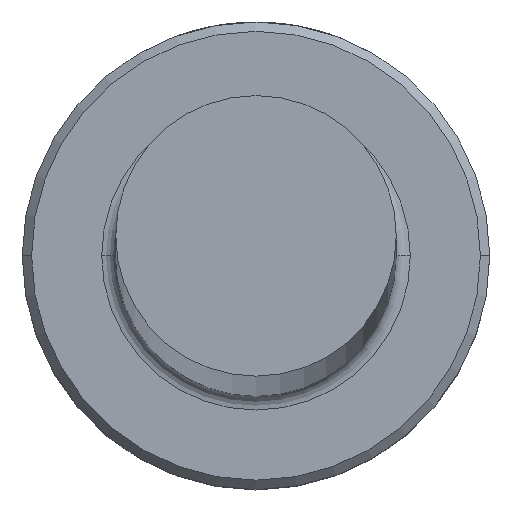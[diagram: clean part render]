
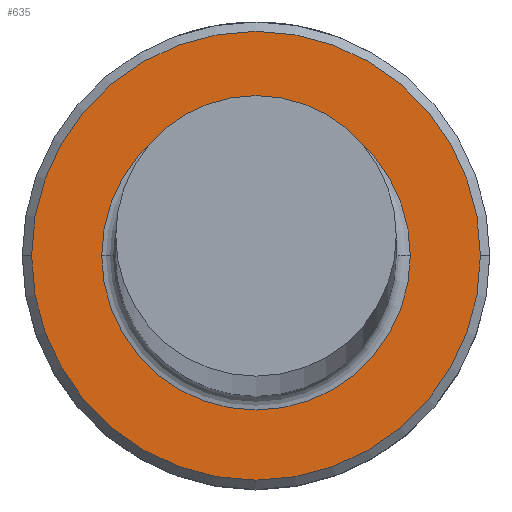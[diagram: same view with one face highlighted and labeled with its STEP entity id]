
A CAD part, top view. The second image highlights one B-rep face of the part: STEP entity #635.
In plain terms, the highlighted planar face has unit normal (0, 0, 1).
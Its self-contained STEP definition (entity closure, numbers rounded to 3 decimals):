
#20 = EDGE_CURVE ( 'NONE', #1029, #401, #129, .T. ) ;
#26 = DIRECTION ( 'NONE',  ( -1., 0., 0. ) ) ;
#60 = EDGE_CURVE ( 'NONE', #472, #823, #101, .T. ) ;
#101 = CIRCLE ( 'NONE', #455, 4.8 ) ;
#102 = ORIENTED_EDGE ( 'NONE', *, *, #448, .T. ) ;
#104 = CARTESIAN_POINT ( 'NONE',  ( 0., 0., 6. ) ) ;
#116 = PLANE ( 'NONE',  #212 ) ;
#129 = CIRCLE ( 'NONE', #327, 3.3 ) ;
#140 = DIRECTION ( 'NONE',  ( 0., 0., 1. ) ) ;
#144 = EDGE_CURVE ( 'NONE', #823, #472, #896, .T. ) ;
#186 = DIRECTION ( 'NONE',  ( -1., 0., 0. ) ) ;
#194 = CARTESIAN_POINT ( 'NONE',  ( 0., 0., 6. ) ) ;
#208 = ORIENTED_EDGE ( 'NONE', *, *, #20, .T. ) ;
#212 = AXIS2_PLACEMENT_3D ( 'NONE', #283, #467, #1114 ) ;
#279 = DIRECTION ( 'NONE',  ( 1., 0., 0. ) ) ;
#283 = CARTESIAN_POINT ( 'NONE',  ( 0., 0., 6. ) ) ;
#302 = FACE_BOUND ( 'NONE', #866, .T. ) ;
#306 = CARTESIAN_POINT ( 'NONE',  ( -4.8, 0., 6. ) ) ;
#327 = AXIS2_PLACEMENT_3D ( 'NONE', #104, #739, #186 ) ;
#363 = CARTESIAN_POINT ( 'NONE',  ( -3.3, 0., 6. ) ) ;
#367 = CARTESIAN_POINT ( 'NONE',  ( 4.8, 0., 6. ) ) ;
#401 = VERTEX_POINT ( 'NONE', #363 ) ;
#448 = EDGE_CURVE ( 'NONE', #401, #1029, #526, .T. ) ;
#455 = AXIS2_PLACEMENT_3D ( 'NONE', #194, #845, #279 ) ;
#467 = DIRECTION ( 'NONE',  ( 0., 0., 1. ) ) ;
#472 = VERTEX_POINT ( 'NONE', #367 ) ;
#526 = CIRCLE ( 'NONE', #934, 3.3 ) ;
#553 = DIRECTION ( 'NONE',  ( 0., 0., -1. ) ) ;
#628 = EDGE_LOOP ( 'NONE', ( #1035, #1107 ) ) ;
#635 = ADVANCED_FACE ( 'NONE', ( #792, #302 ), #116, .T. ) ;
#685 = CARTESIAN_POINT ( 'NONE',  ( 0., 0., 6. ) ) ;
#711 = CARTESIAN_POINT ( 'NONE',  ( 3.3, 0., 6. ) ) ;
#739 = DIRECTION ( 'NONE',  ( 0., 0., -1. ) ) ;
#782 = DIRECTION ( 'NONE',  ( 1., 0., 0. ) ) ;
#792 = FACE_OUTER_BOUND ( 'NONE', #628, .T. ) ;
#823 = VERTEX_POINT ( 'NONE', #306 ) ;
#845 = DIRECTION ( 'NONE',  ( 0., 0., 1. ) ) ;
#866 = EDGE_LOOP ( 'NONE', ( #102, #208 ) ) ;
#896 = CIRCLE ( 'NONE', #950, 4.8 ) ;
#934 = AXIS2_PLACEMENT_3D ( 'NONE', #1106, #553, #26 ) ;
#950 = AXIS2_PLACEMENT_3D ( 'NONE', #685, #140, #782 ) ;
#1029 = VERTEX_POINT ( 'NONE', #711 ) ;
#1035 = ORIENTED_EDGE ( 'NONE', *, *, #144, .T. ) ;
#1106 = CARTESIAN_POINT ( 'NONE',  ( 0., 0., 6. ) ) ;
#1107 = ORIENTED_EDGE ( 'NONE', *, *, #60, .T. ) ;
#1114 = DIRECTION ( 'NONE',  ( 1., 0., 0. ) ) ;
